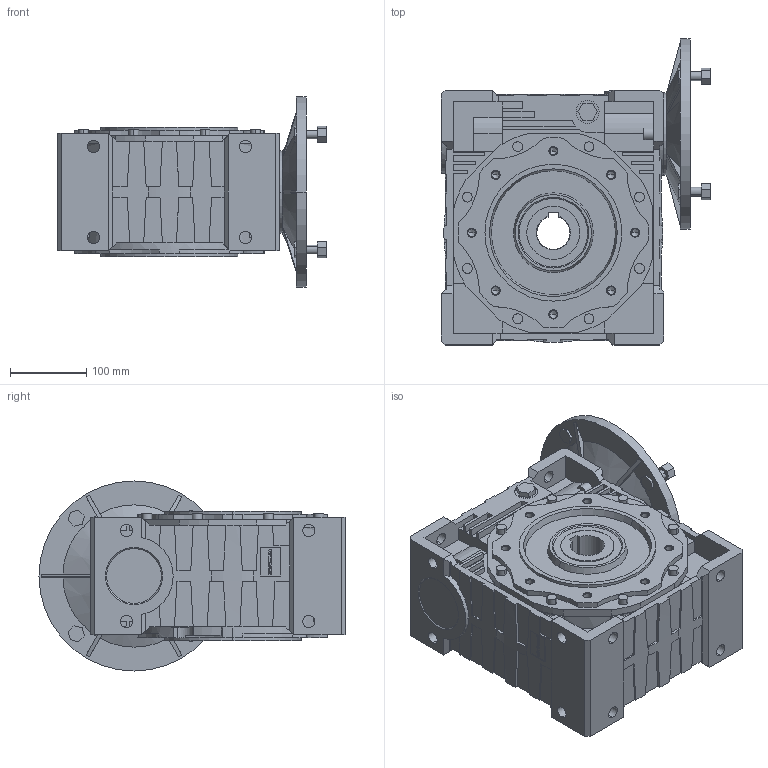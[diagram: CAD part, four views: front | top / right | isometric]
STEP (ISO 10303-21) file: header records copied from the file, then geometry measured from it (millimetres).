
FILE_DESCRIPTION( ( '' ), '1' );
FILE_SCHEMA( ( 'CONFIG_CONTROL_DESIGN' ) );
Length unit declared in the file: millimetre
Products named in the file (4): 1; 2; 3; 4
Bounding box: 354.5 x 402.5 x 250 mm (x, y, z)
Volume: 13611916.3 mm3; surface area: 817237.7 mm2
Topology: 4 solids, 4 shells, 978 faces, 2623 edges, 1702 vertices
Faces by surface type: plane 625, cylinder 247, cone 102, torus 4
Entity records: 30548 total; most frequent: CARTESIAN_POINT 5558, ORIENTED_EDGE 5182, DIRECTION 5175, EDGE_CURVE 2591, LINE 1811, VECTOR 1811, VERTEX_POINT 1702, AXIS2_PLACEMENT_3D 1682
